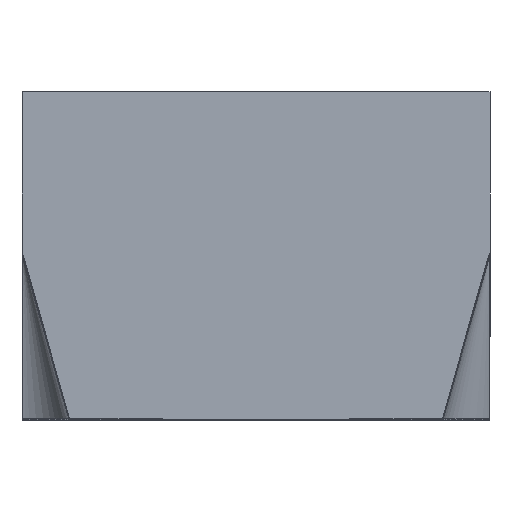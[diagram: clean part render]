
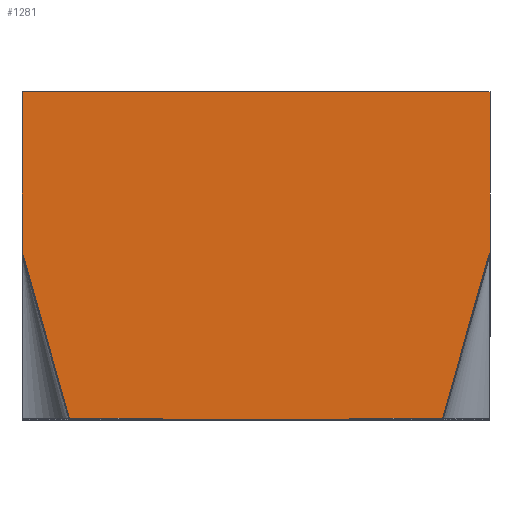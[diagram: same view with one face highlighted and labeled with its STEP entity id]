
A CAD part, top view. The second image highlights one B-rep face of the part: STEP entity #1281.
In plain terms, the highlighted planar face has unit normal (0, 0, 1).
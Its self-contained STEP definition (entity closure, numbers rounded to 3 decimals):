
#29 = FACE_OUTER_BOUND ( 'NONE', #1445, .T. ) ;
#43 = VERTEX_POINT ( 'NONE', #1880 ) ;
#100 = CARTESIAN_POINT ( 'NONE',  ( 0.23, 0.125, 0.325 ) ) ;
#133 = DIRECTION ( 'NONE',  ( 1., 0., 0. ) ) ;
#163 = VERTEX_POINT ( 'NONE', #859 ) ;
#184 = ORIENTED_EDGE ( 'NONE', *, *, #1565, .T. ) ;
#238 = VECTOR ( 'NONE', #550, 1000. ) ;
#241 = CARTESIAN_POINT ( 'NONE',  ( 0., 0., 0.325 ) ) ;
#245 = CARTESIAN_POINT ( 'NONE',  ( -0.199, 0.001, 0.325 ) ) ;
#252 = CARTESIAN_POINT ( 'NONE',  ( -0.1, 0.001, 0.325 ) ) ;
#259 = EDGE_CURVE ( 'NONE', #894, #701, #828, .T. ) ;
#280 = CARTESIAN_POINT ( 'NONE',  ( 0.25, 0.179, 0.325 ) ) ;
#286 = VERTEX_POINT ( 'NONE', #280 ) ;
#331 = CARTESIAN_POINT ( 'NONE',  ( 0.199, 0.001, 0.325 ) ) ;
#390 = LINE ( 'NONE', #1176, #471 ) ;
#432 = CARTESIAN_POINT ( 'NONE',  ( 0.25, 0.178, 0.325 ) ) ;
#439 = CARTESIAN_POINT ( 'NONE',  ( -0.23, 0.125, 0.325 ) ) ;
#471 = VECTOR ( 'NONE', #1687, 1000. ) ;
#495 = LINE ( 'NONE', #512, #1314 ) ;
#512 = CARTESIAN_POINT ( 'NONE',  ( 0.25, 0.35, 0.325 ) ) ;
#550 = DIRECTION ( 'NONE',  ( 1., 0., 0. ) ) ;
#582 = CARTESIAN_POINT ( 'NONE',  ( -0.25, 0.179, 0.325 ) ) ;
#589 = ORIENTED_EDGE ( 'NONE', *, *, #259, .F. ) ;
#636 = ORIENTED_EDGE ( 'NONE', *, *, #1255, .T. ) ;
#661 = DIRECTION ( 'NONE',  ( 0., -1., 0. ) ) ;
#676 = B_SPLINE_CURVE_WITH_KNOTS ( 'NONE', 3,
 ( #791, #760, #933, #2083, #100, #1272, #1097, #432, #1780, #769 ),
 .UNSPECIFIED., .F., .F.,
 ( 4, 3, 3, 4 ),
 ( 0., 0., 0., 0. ),
 .UNSPECIFIED. ) ;
#681 = VERTEX_POINT ( 'NONE', #708 ) ;
#685 = EDGE_CURVE ( 'NONE', #1327, #163, #918, .T. ) ;
#693 = ORIENTED_EDGE ( 'NONE', *, *, #1940, .F. ) ;
#701 = VERTEX_POINT ( 'NONE', #2033 ) ;
#708 = CARTESIAN_POINT ( 'NONE',  ( 0.1, 0., 0.325 ) ) ;
#719 = DIRECTION ( 'NONE',  ( 1., 0., 0. ) ) ;
#760 = CARTESIAN_POINT ( 'NONE',  ( 0.206, 0.033, 0.325 ) ) ;
#769 = CARTESIAN_POINT ( 'NONE',  ( 0.25, 0.179, 0.325 ) ) ;
#770 = CARTESIAN_POINT ( 'NONE',  ( -0.206, 0.033, 0.325 ) ) ;
#775 = CARTESIAN_POINT ( 'NONE',  ( -0.25, 0.178, 0.325 ) ) ;
#791 = CARTESIAN_POINT ( 'NONE',  ( 0.199, 0.001, 0.325 ) ) ;
#810 = LINE ( 'NONE', #1665, #1907 ) ;
#828 = B_SPLINE_CURVE_WITH_KNOTS ( 'NONE', 3,
 ( #1427, #770, #2066, #1939, #439, #1618, #1075, #1419, #775, #582 ),
 .UNSPECIFIED., .F., .F.,
 ( 4, 3, 3, 4 ),
 ( 0., 0., 0., 0. ),
 .UNSPECIFIED. ) ;
#841 = VECTOR ( 'NONE', #133, 1000. ) ;
#859 = CARTESIAN_POINT ( 'NONE',  ( 0.25, 0.35, 0.325 ) ) ;
#861 = PLANE ( 'NONE',  #1569 ) ;
#885 = CARTESIAN_POINT ( 'NONE',  ( -0.1, 0., 0.325 ) ) ;
#894 = VERTEX_POINT ( 'NONE', #245 ) ;
#918 = LINE ( 'NONE', #1557, #238 ) ;
#925 = ORIENTED_EDGE ( 'NONE', *, *, #1184, .F. ) ;
#933 = CARTESIAN_POINT ( 'NONE',  ( 0.214, 0.066, 0.325 ) ) ;
#962 = CARTESIAN_POINT ( 'NONE',  ( 0.25, 0.001, 0.325 ) ) ;
#968 = ORIENTED_EDGE ( 'NONE', *, *, #1621, .F. ) ;
#973 = EDGE_CURVE ( 'NONE', #1890, #286, #676, .T. ) ;
#995 = CARTESIAN_POINT ( 'NONE',  ( 0., 0.35, 0.325 ) ) ;
#1075 = CARTESIAN_POINT ( 'NONE',  ( -0.25, 0.178, 0.325 ) ) ;
#1097 = CARTESIAN_POINT ( 'NONE',  ( 0.25, 0.178, 0.325 ) ) ;
#1116 = VECTOR ( 'NONE', #719, 1000. ) ;
#1166 = DIRECTION ( 'NONE',  ( -1., 0., 0. ) ) ;
#1176 = CARTESIAN_POINT ( 'NONE',  ( -0.25, 0.35, 0.325 ) ) ;
#1184 = EDGE_CURVE ( 'NONE', #163, #286, #495, .T. ) ;
#1198 = LINE ( 'NONE', #241, #1116 ) ;
#1214 = CARTESIAN_POINT ( 'NONE',  ( -0.25, 0.35, 0.325 ) ) ;
#1255 = EDGE_CURVE ( 'NONE', #1327, #701, #390, .T. ) ;
#1272 = CARTESIAN_POINT ( 'NONE',  ( 0.239, 0.152, 0.325 ) ) ;
#1280 = CARTESIAN_POINT ( 'NONE',  ( 0.1, 0.001, 0.325 ) ) ;
#1281 = ADVANCED_FACE ( 'NONE', ( #29 ), #861, .F. ) ;
#1308 = VECTOR ( 'NONE', #1613, 1000. ) ;
#1310 = ORIENTED_EDGE ( 'NONE', *, *, #973, .T. ) ;
#1314 = VECTOR ( 'NONE', #661, 1000. ) ;
#1327 = VERTEX_POINT ( 'NONE', #1214 ) ;
#1370 = VERTEX_POINT ( 'NONE', #885 ) ;
#1384 = ORIENTED_EDGE ( 'NONE', *, *, #1457, .T. ) ;
#1393 = LINE ( 'NONE', #962, #841 ) ;
#1419 = CARTESIAN_POINT ( 'NONE',  ( -0.25, 0.178, 0.325 ) ) ;
#1427 = CARTESIAN_POINT ( 'NONE',  ( -0.199, 0.001, 0.325 ) ) ;
#1445 = EDGE_LOOP ( 'NONE', ( #968, #184, #1384, #693, #1573, #1310, #925, #1761, #636, #589 ) ) ;
#1457 = EDGE_CURVE ( 'NONE', #1370, #681, #1198, .T. ) ;
#1557 = CARTESIAN_POINT ( 'NONE',  ( 0., 0.35, 0.325 ) ) ;
#1565 = EDGE_CURVE ( 'NONE', #43, #1370, #1808, .T. ) ;
#1569 = AXIS2_PLACEMENT_3D ( 'NONE', #995, #2014, #1166 ) ;
#1573 = ORIENTED_EDGE ( 'NONE', *, *, #1763, .T. ) ;
#1613 = DIRECTION ( 'NONE',  ( -1., 0., 0. ) ) ;
#1618 = CARTESIAN_POINT ( 'NONE',  ( -0.239, 0.152, 0.325 ) ) ;
#1621 = EDGE_CURVE ( 'NONE', #43, #894, #1698, .T. ) ;
#1632 = DIRECTION ( 'NONE',  ( 0., -1., 0. ) ) ;
#1665 = CARTESIAN_POINT ( 'NONE',  ( 0.1, 0.001, 0.325 ) ) ;
#1685 = DIRECTION ( 'NONE',  ( 0., -1., 0. ) ) ;
#1687 = DIRECTION ( 'NONE',  ( 0., -1., 0. ) ) ;
#1698 = LINE ( 'NONE', #1791, #1308 ) ;
#1761 = ORIENTED_EDGE ( 'NONE', *, *, #685, .F. ) ;
#1763 = EDGE_CURVE ( 'NONE', #2126, #1890, #1393, .T. ) ;
#1780 = CARTESIAN_POINT ( 'NONE',  ( 0.25, 0.178, 0.325 ) ) ;
#1791 = CARTESIAN_POINT ( 'NONE',  ( -0.25, 0.001, 0.325 ) ) ;
#1808 = LINE ( 'NONE', #252, #2000 ) ;
#1880 = CARTESIAN_POINT ( 'NONE',  ( -0.1, 0.001, 0.325 ) ) ;
#1890 = VERTEX_POINT ( 'NONE', #331 ) ;
#1907 = VECTOR ( 'NONE', #1685, 1000. ) ;
#1939 = CARTESIAN_POINT ( 'NONE',  ( -0.223, 0.097, 0.325 ) ) ;
#1940 = EDGE_CURVE ( 'NONE', #2126, #681, #810, .T. ) ;
#2000 = VECTOR ( 'NONE', #1632, 1000. ) ;
#2014 = DIRECTION ( 'NONE',  ( 0., 0., -1. ) ) ;
#2033 = CARTESIAN_POINT ( 'NONE',  ( -0.25, 0.179, 0.325 ) ) ;
#2066 = CARTESIAN_POINT ( 'NONE',  ( -0.214, 0.066, 0.325 ) ) ;
#2083 = CARTESIAN_POINT ( 'NONE',  ( 0.223, 0.097, 0.325 ) ) ;
#2126 = VERTEX_POINT ( 'NONE', #1280 ) ;
